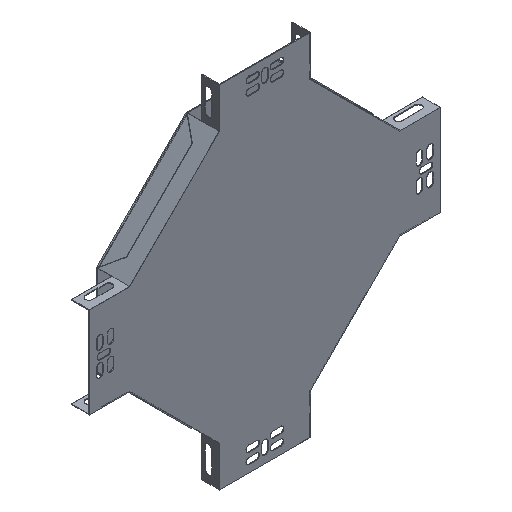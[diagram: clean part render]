
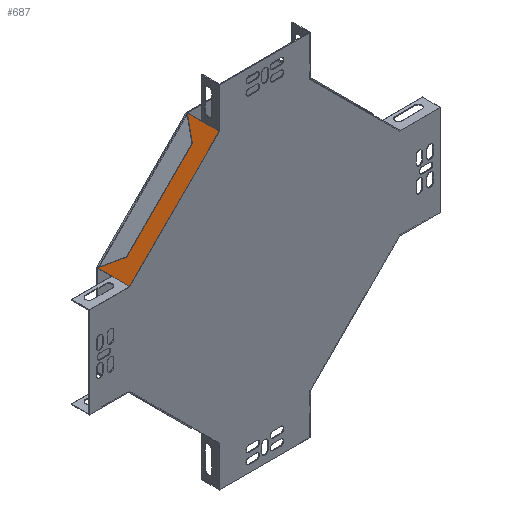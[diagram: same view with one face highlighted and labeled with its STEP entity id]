
A CAD part, isometric view. The second image highlights one B-rep face of the part: STEP entity #687.
In plain terms, the highlighted planar face has unit normal (-0.707, 0, 0.707).
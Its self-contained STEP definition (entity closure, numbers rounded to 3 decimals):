
#122 = CARTESIAN_POINT ( 'NONE',  ( -142.336, 154.964, 55.05 ) ) ;
#319 = LINE ( 'NONE', #395, #3033 ) ;
#395 = CARTESIAN_POINT ( 'NONE',  ( -142.336, 189.164, 55.05 ) ) ;
#502 = VERTEX_POINT ( 'NONE', #5060 ) ;
#687 = ADVANCED_FACE ( 'NONE', ( #4877 ), #2936, .F. ) ;
#872 = VERTEX_POINT ( 'NONE', #5391 ) ;
#1137 = CARTESIAN_POINT ( 'NONE',  ( -42.336, 154.964, 155.05 ) ) ;
#1187 = AXIS2_PLACEMENT_3D ( 'NONE', #2980, #2886, #2788 ) ;
#1480 = CARTESIAN_POINT ( 'NONE',  ( -142.336, 174.164, 55.05 ) ) ;
#1527 = CARTESIAN_POINT ( 'NONE',  ( -42.336, 154.964, 155.05 ) ) ;
#1557 = DIRECTION ( 'NONE',  ( -0.707, 0., -0.707 ) ) ;
#1652 = EDGE_CURVE ( 'NONE', #3451, #502, #1961, .T. ) ;
#1667 = EDGE_CURVE ( 'NONE', #4927, #3646, #1794, .T. ) ;
#1670 = EDGE_CURVE ( 'NONE', #4165, #872, #319, .T. ) ;
#1730 = VECTOR ( 'NONE', #6366, 1000. ) ;
#1794 = LINE ( 'NONE', #3655, #5841 ) ;
#1961 = LINE ( 'NONE', #1527, #3198 ) ;
#2356 = ORIENTED_EDGE ( 'NONE', *, *, #2861, .F. ) ;
#2378 = CARTESIAN_POINT ( 'NONE',  ( -42.336, 189.164, 155.05 ) ) ;
#2540 = CARTESIAN_POINT ( 'NONE',  ( -41.536, 154.164, 155.85 ) ) ;
#2788 = DIRECTION ( 'NONE',  ( -0.707, 0., -0.707 ) ) ;
#2861 = EDGE_CURVE ( 'NONE', #3451, #3646, #4005, .T. ) ;
#2886 = DIRECTION ( 'NONE',  ( 0.707, 0., -0.707 ) ) ;
#2900 = CARTESIAN_POINT ( 'NONE',  ( -142.336, 154.164, 55.05 ) ) ;
#2936 = PLANE ( 'NONE',  #1187 ) ;
#2980 = CARTESIAN_POINT ( 'NONE',  ( -142.336, 154.964, 55.05 ) ) ;
#3033 = VECTOR ( 'NONE', #1557, 1000. ) ;
#3105 = DIRECTION ( 'NONE',  ( 0., 1., 0. ) ) ;
#3122 = EDGE_CURVE ( 'NONE', #502, #4165, #6284, .T. ) ;
#3198 = VECTOR ( 'NONE', #3105, 1000. ) ;
#3245 = EDGE_LOOP ( 'NONE', ( #3612, #6282, #2356, #3775, #5184, #6428 ) ) ;
#3451 = VERTEX_POINT ( 'NONE', #6536 ) ;
#3612 = ORIENTED_EDGE ( 'NONE', *, *, #5252, .T. ) ;
#3646 = VERTEX_POINT ( 'NONE', #2900 ) ;
#3655 = CARTESIAN_POINT ( 'NONE',  ( -142.336, 174.164, 55.05 ) ) ;
#3761 = VECTOR ( 'NONE', #4346, 1000. ) ;
#3775 = ORIENTED_EDGE ( 'NONE', *, *, #1652, .T. ) ;
#3836 = VECTOR ( 'NONE', #4150, 1000. ) ;
#4005 = LINE ( 'NONE', #2540, #3836 ) ;
#4150 = DIRECTION ( 'NONE',  ( -0.707, 0., -0.707 ) ) ;
#4165 = VERTEX_POINT ( 'NONE', #2378 ) ;
#4346 = DIRECTION ( 'NONE',  ( 0., 1., 0. ) ) ;
#4877 = FACE_OUTER_BOUND ( 'NONE', #3245, .T. ) ;
#4927 = VERTEX_POINT ( 'NONE', #1480 ) ;
#5060 = CARTESIAN_POINT ( 'NONE',  ( -42.336, 174.164, 155.05 ) ) ;
#5184 = ORIENTED_EDGE ( 'NONE', *, *, #3122, .T. ) ;
#5252 = EDGE_CURVE ( 'NONE', #872, #4927, #5916, .T. ) ;
#5391 = CARTESIAN_POINT ( 'NONE',  ( -142.336, 189.164, 55.05 ) ) ;
#5841 = VECTOR ( 'NONE', #6195, 1000. ) ;
#5916 = LINE ( 'NONE', #122, #1730 ) ;
#6195 = DIRECTION ( 'NONE',  ( 0., -1., 0. ) ) ;
#6282 = ORIENTED_EDGE ( 'NONE', *, *, #1667, .T. ) ;
#6284 = LINE ( 'NONE', #1137, #3761 ) ;
#6366 = DIRECTION ( 'NONE',  ( 0., -1., 0. ) ) ;
#6428 = ORIENTED_EDGE ( 'NONE', *, *, #1670, .T. ) ;
#6536 = CARTESIAN_POINT ( 'NONE',  ( -42.336, 154.164, 155.05 ) ) ;
